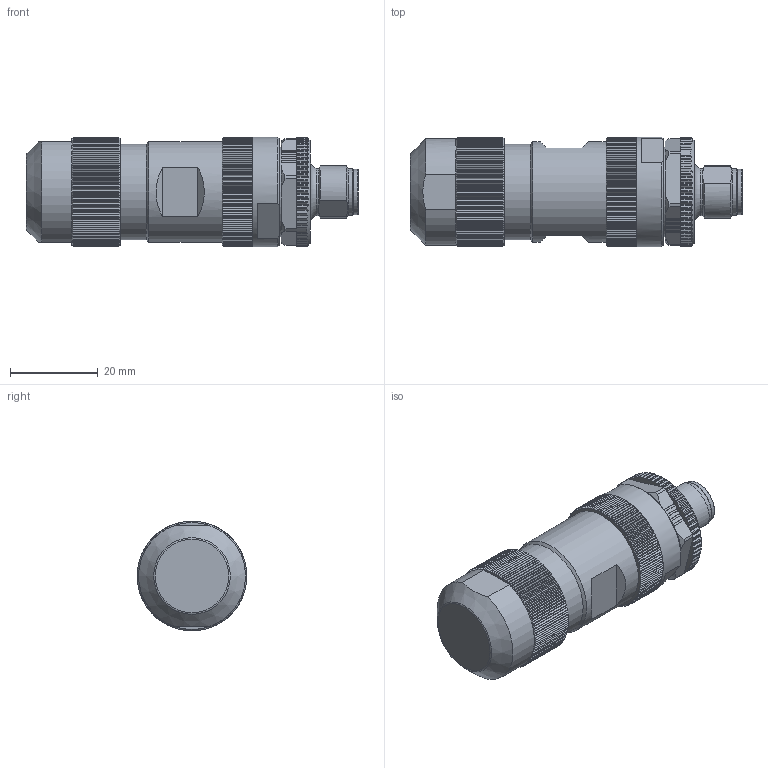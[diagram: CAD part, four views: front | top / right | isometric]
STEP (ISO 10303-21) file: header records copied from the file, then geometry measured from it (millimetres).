
FILE_DESCRIPTION(/* description */ (''),/* implementation_level */ '2;1');
FILE_NAME(/* name */ 'PL-WASC5K.stp',/* time_stamp */ '2024-09-18T07:54:11+02:00',/* author */ ('ESCHA GmbH & Co. KG'),/* organization */ ('ESCHA GmbH & Co. KG'),/* preprocessor_version */ 'ST-DEVELOPER v19.4',/* originating_system */ 'SIEMENS PLM Software NX2212.8702',/* authorisation */ '');
FILE_SCHEMA (('AUTOMOTIVE_DESIGN { 1 0 10303 214 3 1 1 1 }'));
Length unit declared in the file: millimetre
Products named in the file (1): cerl1550F0FBarxt
Bounding box: 75.8 x 25 x 25 mm (x, y, z)
Volume: 28915.8 mm3; surface area: 7730.2 mm2
Topology: 1 solids, 1 shells, 1179 faces, 3464 edges, 2295 vertices
Faces by surface type: plane 849, cylinder 295, cone 19, torus 10, sphere 6
Full cylindrical faces by diameter (mm): 1.5 x4, 1.6 x1, 2.3 x1, 8.9 x1, 9.6 x1, 10.3 x1, 10.7 x1, 10.773 x1, 20.4 x1, 21.91 x1, 22 x1, 23 x1, 25 x1
Entity records: 39906 total; most frequent: CARTESIAN_POINT 10197, ORIENTED_EDGE 6800, DIRECTION 5476, EDGE_CURVE 3400, VERTEX_POINT 2269, AXIS2_PLACEMENT_3D 1948, LINE 1580, VECTOR 1580
